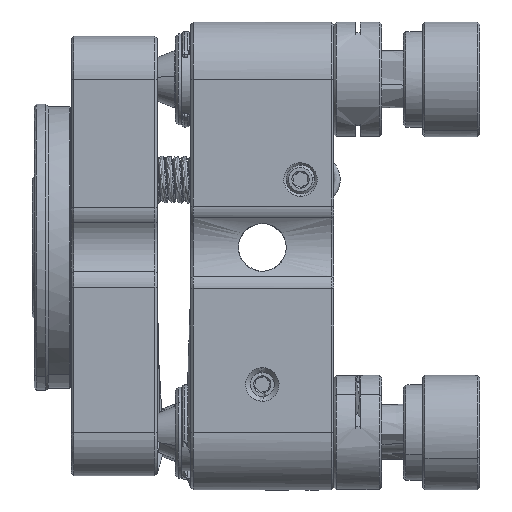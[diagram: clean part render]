
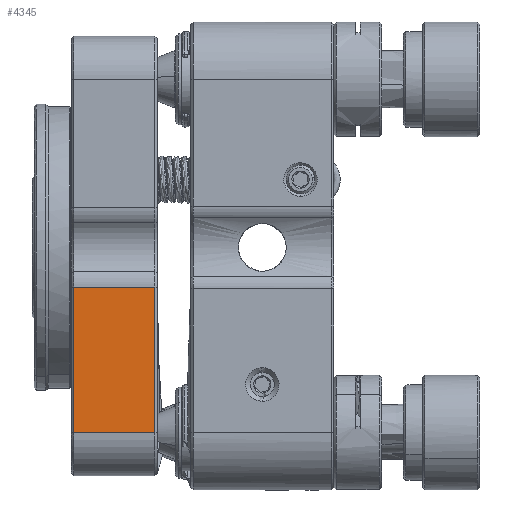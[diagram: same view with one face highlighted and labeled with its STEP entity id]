
A CAD part, front view. The second image highlights one B-rep face of the part: STEP entity #4345.
In plain terms, the highlighted planar face has unit normal (0, 1, 0).
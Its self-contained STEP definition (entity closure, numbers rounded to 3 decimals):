
#568 = EDGE_CURVE ( 'NONE', #29582, #5424, #33252, .T. ) ;
#588 = CARTESIAN_POINT ( 'NONE',  ( -19.75, -23., -18.5 ) ) ;
#1867 = VERTEX_POINT ( 'NONE', #9661 ) ;
#3121 = ORIENTED_EDGE ( 'NONE', *, *, #568, .F. ) ;
#4050 = EDGE_CURVE ( 'NONE', #28531, #5424, #17065, .T. ) ;
#4170 = CARTESIAN_POINT ( 'NONE',  ( -14.083, -23., -18.5 ) ) ;
#4345 = ADVANCED_FACE ( 'NONE', ( #25375 ), #34002, .F. ) ;
#5424 = VERTEX_POINT ( 'NONE', #14259 ) ;
#6356 = EDGE_LOOP ( 'NONE', ( #3121, #30413, #9417, #34253 ) ) ;
#6920 = CARTESIAN_POINT ( 'NONE',  ( -11.25, -23., -18.5 ) ) ;
#8298 = CARTESIAN_POINT ( 'NONE',  ( -20.601, -23., -20.026 ) ) ;
#9417 = ORIENTED_EDGE ( 'NONE', *, *, #22314, .T. ) ;
#9661 = CARTESIAN_POINT ( 'NONE',  ( -11.25, -23., -3.253 ) ) ;
#10004 = CARTESIAN_POINT ( 'NONE',  ( -19.75, -23., -8.336 ) ) ;
#14259 = CARTESIAN_POINT ( 'NONE',  ( -19.75, -23., -18.5 ) ) ;
#14328 = B_SPLINE_CURVE_WITH_KNOTS ( 'NONE', 3,
 ( #27055, #29115, #34938, #35691 ),
 .UNSPECIFIED., .F., .F.,
 ( 4, 4 ),
 ( 0., 1. ),
 .UNSPECIFIED. ) ;
#15639 = CARTESIAN_POINT ( 'NONE',  ( -19.75, -23., -18.5 ) ) ;
#15819 = CARTESIAN_POINT ( 'NONE',  ( -11.25, -23., -18.5 ) ) ;
#17065 = B_SPLINE_CURVE_WITH_KNOTS ( 'NONE', 3,
 ( #15819, #4170, #21092, #15639 ),
 .UNSPECIFIED., .F., .F.,
 ( 4, 4 ),
 ( 0., 1. ),
 .UNSPECIFIED. ) ;
#17747 = B_SPLINE_CURVE_WITH_KNOTS ( 'NONE', 1,
 ( #31555, #37014 ),
 .UNSPECIFIED., .F., .F.,
 ( 2, 2 ),
 ( 0., 1. ),
 .UNSPECIFIED. ) ;
#18250 = CARTESIAN_POINT ( 'NONE',  ( -19.75, -23., -13.418 ) ) ;
#19746 = DIRECTION ( 'NONE',  ( 0., -1., 0. ) ) ;
#21092 = CARTESIAN_POINT ( 'NONE',  ( -16.917, -23., -18.5 ) ) ;
#22314 = EDGE_CURVE ( 'NONE', #1867, #28531, #14328, .T. ) ;
#24659 = EDGE_CURVE ( 'NONE', #1867, #29582, #17747, .T. ) ;
#25375 = FACE_OUTER_BOUND ( 'NONE', #6356, .T. ) ;
#27055 = CARTESIAN_POINT ( 'NONE',  ( -11.25, -23., -3.253 ) ) ;
#28386 = AXIS2_PLACEMENT_3D ( 'NONE', #8298, #19746, #31181 ) ;
#28531 = VERTEX_POINT ( 'NONE', #6920 ) ;
#29115 = CARTESIAN_POINT ( 'NONE',  ( -11.25, -23., -8.336 ) ) ;
#29582 = VERTEX_POINT ( 'NONE', #35562 ) ;
#30413 = ORIENTED_EDGE ( 'NONE', *, *, #24659, .F. ) ;
#31181 = DIRECTION ( 'NONE',  ( 0., 0., -1. ) ) ;
#31555 = CARTESIAN_POINT ( 'NONE',  ( -11.25, -23., -3.253 ) ) ;
#33252 = B_SPLINE_CURVE_WITH_KNOTS ( 'NONE', 3,
 ( #35143, #10004, #18250, #588 ),
 .UNSPECIFIED., .F., .F.,
 ( 4, 4 ),
 ( 0., 1. ),
 .UNSPECIFIED. ) ;
#34002 = PLANE ( 'NONE',  #28386 ) ;
#34253 = ORIENTED_EDGE ( 'NONE', *, *, #4050, .T. ) ;
#34938 = CARTESIAN_POINT ( 'NONE',  ( -11.25, -23., -13.418 ) ) ;
#35143 = CARTESIAN_POINT ( 'NONE',  ( -19.75, -23., -3.253 ) ) ;
#35562 = CARTESIAN_POINT ( 'NONE',  ( -19.75, -23., -3.253 ) ) ;
#35691 = CARTESIAN_POINT ( 'NONE',  ( -11.25, -23., -18.5 ) ) ;
#37014 = CARTESIAN_POINT ( 'NONE',  ( -19.75, -23., -3.253 ) ) ;
